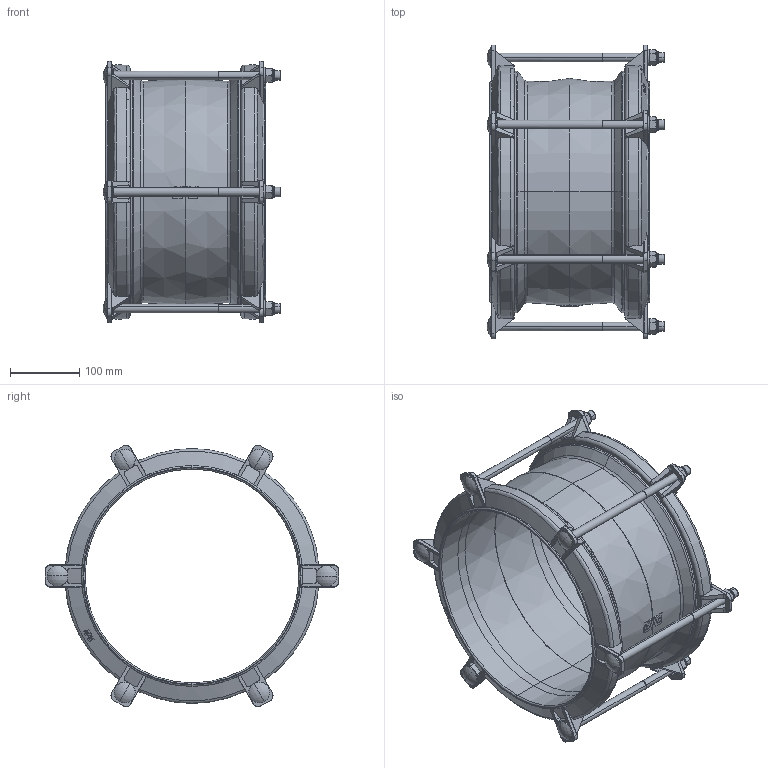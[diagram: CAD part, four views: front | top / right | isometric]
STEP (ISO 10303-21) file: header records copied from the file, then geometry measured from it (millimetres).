
FILE_DESCRIPTION (( 'STEP AP203' ), '1' );
FILE_NAME ('O_601_A_DN250_280-306mm_001XXXX_AA1_step.step', '2015-08-25T11:54:43', ( 'Windows User' ), ( 'AVK' ), 'SwSTEP 2.0', 'SolidWorks 2012', '' );
FILE_SCHEMA (( 'CONFIG_CONTROL_DESIGN' ));
Length unit declared in the file: millimetre
Products named in the file (1): O_601_A_DN250_280-306mm_001XXXX_AA1_step
Bounding box: 256.5 x 424.5 x 377.8 mm (x, y, z)
Volume: 3189576.4 mm3; surface area: 652062.8 mm2
Topology: 1 solids, 1 shells, 1193 faces, 3238 edges, 2030 vertices
Faces by surface type: plane 469, cylinder 445, cone 133, torus 62, bspline 48, sphere 36
Entity records: 42701 total; most frequent: CARTESIAN_POINT 14794, ORIENTED_EDGE 6428, DIRECTION 5142, EDGE_CURVE 3214, VERTEX_POINT 2030, AXIS2_PLACEMENT_3D 1936, VECTOR 1270, LINE 1270
